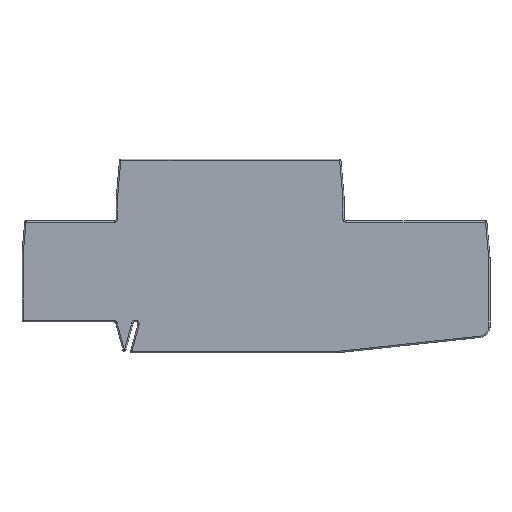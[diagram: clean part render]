
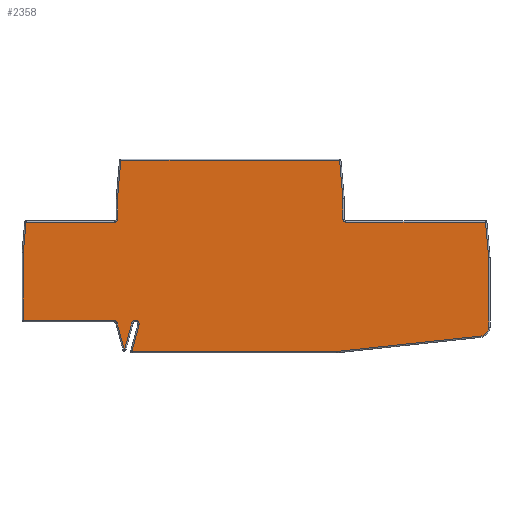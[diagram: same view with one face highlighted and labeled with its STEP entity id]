
A CAD part, top view. The second image highlights one B-rep face of the part: STEP entity #2358.
In plain terms, the highlighted planar face has unit normal (0, 0, 1).
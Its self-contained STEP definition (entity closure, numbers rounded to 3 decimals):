
#402=DIRECTION('',(-1.,0.,0.));
#403=VECTOR('',#402,48.325);
#404=CARTESIAN_POINT('',(28.813,23.505,0.299));
#405=LINE('',#404,#403);
#497=DIRECTION('',(0.,1.,0.));
#498=VECTOR('',#497,4.572);
#499=CARTESIAN_POINT('',(29.551,10.505,0.299));
#500=LINE('',#499,#498);
#528=DIRECTION('',(-1.,0.,0.));
#529=VECTOR('',#528,30.916);
#530=CARTESIAN_POINT('',(61.067,9.905,0.299));
#531=LINE('',#530,#529);
#542=CARTESIAN_POINT('',(-20.85,10.505,0.299));
#543=DIRECTION('',(0.,0.,1.));
#544=DIRECTION('',(0.,-1.,0.));
#545=AXIS2_PLACEMENT_3D('',#542,#543,#544);
#550=DIRECTION('',(0.087,0.996,0.));
#551=VECTOR('',#550,8.461);
#552=CARTESIAN_POINT('',(-20.249,15.077,0.299));
#553=LINE('',#552,#551);
#557=DIRECTION('',(0.087,-0.996,0.));
#558=VECTOR('',#557,8.46);
#559=CARTESIAN_POINT('',(28.813,23.505,0.299));
#560=LINE('',#559,#558);
#564=CARTESIAN_POINT('',(30.151,10.505,0.299));
#565=DIRECTION('',(0.,0.,1.));
#566=DIRECTION('',(-1.,0.,0.));
#567=AXIS2_PLACEMENT_3D('',#564,#565,#566);
#572=DIRECTION('',(0.087,-0.996,0.));
#573=VECTOR('',#572,7.843);
#574=CARTESIAN_POINT('',(61.067,9.905,0.299));
#575=LINE('',#574,#573);
#579=CARTESIAN_POINT('',(59.751,-13.295,0.299));
#580=DIRECTION('',(0.,0.,-1.));
#581=DIRECTION('',(1.,0.,0.));
#582=AXIS2_PLACEMENT_3D('',#579,#580,#581);
#587=DIRECTION('',(-0.994,-0.106,0.));
#588=VECTOR('',#587,32.11);
#589=CARTESIAN_POINT('',(59.963,-15.284,0.299));
#590=LINE('',#589,#588);
#594=CARTESIAN_POINT('',(-15.467,-18.992,
0.299));
#595=DIRECTION('',(0.,0.,-1.));
#596=DIRECTION('',(-0.983,0.186,0.));
#597=AXIS2_PLACEMENT_3D('',#594,#595,#596);
#602=DIRECTION('',(0.259,0.966,0.));
#603=VECTOR('',#602,5.98);
#604=CARTESIAN_POINT('',(-17.012,-18.578,
0.299));
#605=LINE('',#604,#603);
#609=CARTESIAN_POINT('',(-16.237,-12.595,0.299));
#610=DIRECTION('',(0.,0.,1.));
#611=DIRECTION('',(0.966,-0.259,0.));
#612=AXIS2_PLACEMENT_3D('',#609,#610,#611);
#617=CARTESIAN_POINT('',(-16.341,-12.595,0.299));
#618=DIRECTION('',(0.,0.,1.));
#619=DIRECTION('',(0.,1.,0.));
#620=AXIS2_PLACEMENT_3D('',#617,#618,#619);
#625=DIRECTION('',(-0.259,-0.966,0.));
#626=VECTOR('',#625,6.115);
#627=CARTESIAN_POINT('',(-17.113,-12.388,
0.299));
#628=LINE('',#627,#626);
#632=DIRECTION('',(-0.259,0.966,0.));
#633=VECTOR('',#632,6.115);
#634=CARTESIAN_POINT('',(-18.752,-18.295,0.299));
#635=LINE('',#634,#633);
#639=CARTESIAN_POINT('',(-21.108,-12.595,0.299));
#640=DIRECTION('',(0.,0.,1.));
#641=DIRECTION('',(0.966,0.259,0.));
#642=AXIS2_PLACEMENT_3D('',#639,#640,#641);
#647=DIRECTION('',(0.087,0.996,0.));
#648=VECTOR('',#647,6.739);
#649=CARTESIAN_POINT('',(-41.049,3.192,0.299));
#650=LINE('',#649,#648);
#661=DIRECTION('',(-1.,0.,0.));
#662=VECTOR('',#661,19.613);
#663=CARTESIAN_POINT('',(-20.85,9.905,0.299));
#664=LINE('',#663,#662);
#743=DIRECTION('',(0.,-1.,0.));
#744=VECTOR('',#743,14.987);
#745=CARTESIAN_POINT('',(-41.049,3.192,0.299));
#746=LINE('',#745,#744);
#781=DIRECTION('',(1.,0.,0.));
#782=VECTOR('',#781,19.942);
#783=CARTESIAN_POINT('',(-41.049,-11.795,0.299));
#784=LINE('',#783,#782);
#850=DIRECTION('',(1.,0.,0.));
#851=VECTOR('',#850,0.056);
#852=CARTESIAN_POINT('',(-18.752,-18.295,0.299));
#853=LINE('',#852,#851);
#919=DIRECTION('',(1.,0.,0.));
#920=VECTOR('',#919,0.104);
#921=CARTESIAN_POINT('',(-16.341,-11.795,0.299));
#922=LINE('',#921,#920);
#1028=DIRECTION('',(1.,0.,0.));
#1029=VECTOR('',#1028,45.073);
#1030=CARTESIAN_POINT('',(-17.039,-18.695,0.299));
#1031=LINE('',#1030,#1029);
#1104=DIRECTION('',(0.,1.,0.));
#1105=VECTOR('',#1104,15.387);
#1106=CARTESIAN_POINT('',(61.751,-13.295,0.299));
#1107=LINE('',#1106,#1105);
#1382=DIRECTION('',(0.,-1.,0.));
#1383=VECTOR('',#1382,4.571);
#1384=CARTESIAN_POINT('',(-20.249,15.077,
0.299));
#1385=LINE('',#1384,#1383);
#1728=CARTESIAN_POINT('',(28.813,23.505,0.299));
#1729=VERTEX_POINT('',#1728);
#1730=CARTESIAN_POINT('',(-19.512,23.505,
0.299));
#1731=VERTEX_POINT('',#1730);
#1734=CARTESIAN_POINT('',(29.55,15.077,0.299));
#1735=VERTEX_POINT('',#1734);
#1741=CARTESIAN_POINT('',(29.551,10.505,0.299));
#1742=VERTEX_POINT('',#1741);
#1744=CARTESIAN_POINT('',(30.151,9.905,0.299));
#1746=VERTEX_POINT('',#1744);
#1747=CARTESIAN_POINT('',(61.067,9.905,0.299));
#1748=VERTEX_POINT('',#1747);
#1751=CARTESIAN_POINT('',(-20.85,9.905,0.299));
#1752=CARTESIAN_POINT('',(-40.462,9.905,
0.299));
#1753=VERTEX_POINT('',#1751);
#1754=VERTEX_POINT('',#1752);
#1755=CARTESIAN_POINT('',(-20.25,10.506,
0.299));
#1756=VERTEX_POINT('',#1755);
#1757=CARTESIAN_POINT('',(-20.249,15.077,
0.299));
#1758=VERTEX_POINT('',#1757);
#1759=CARTESIAN_POINT('',(61.751,2.092,0.299));
#1760=VERTEX_POINT('',#1759);
#1761=CARTESIAN_POINT('',(61.751,-13.295,0.299));
#1762=VERTEX_POINT('',#1761);
#1763=CARTESIAN_POINT('',(59.963,-15.284,
0.299));
#1764=VERTEX_POINT('',#1763);
#1765=CARTESIAN_POINT('',(28.035,-18.695,0.299));
#1766=VERTEX_POINT('',#1765);
#1767=CARTESIAN_POINT('',(-17.039,-18.695,0.299));
#1768=VERTEX_POINT('',#1767);
#1769=CARTESIAN_POINT('',(-17.012,-18.578,
0.299));
#1770=VERTEX_POINT('',#1769);
#1771=CARTESIAN_POINT('',(-15.464,-12.802,
0.299));
#1772=VERTEX_POINT('',#1771);
#1773=CARTESIAN_POINT('',(-16.237,-11.795,0.299));
#1774=VERTEX_POINT('',#1773);
#1775=CARTESIAN_POINT('',(-16.341,-11.795,0.299));
#1776=VERTEX_POINT('',#1775);
#1777=CARTESIAN_POINT('',(-17.113,-12.388,
0.299));
#1778=VERTEX_POINT('',#1777);
#1779=CARTESIAN_POINT('',(-18.696,-18.295,0.299));
#1780=VERTEX_POINT('',#1779);
#1781=CARTESIAN_POINT('',(-18.752,-18.295,0.299));
#1782=VERTEX_POINT('',#1781);
#1783=CARTESIAN_POINT('',(-20.335,-12.388,
0.299));
#1784=VERTEX_POINT('',#1783);
#1785=CARTESIAN_POINT('',(-21.108,-11.795,0.299));
#1786=VERTEX_POINT('',#1785);
#1787=CARTESIAN_POINT('',(-41.049,-11.795,0.299));
#1788=VERTEX_POINT('',#1787);
#1789=CARTESIAN_POINT('',(-41.049,3.192,
0.299));
#1790=VERTEX_POINT('',#1789);
#2304=CARTESIAN_POINT('',(0.05,-18.995,0.299));
#2305=DIRECTION('',(0.,0.,1.));
#2306=DIRECTION('',(-1.,0.,0.));
#2307=AXIS2_PLACEMENT_3D('',#2304,#2305,#2306);
#2308=PLANE('',#2307);
#2310=ORIENTED_EDGE('',*,*,#2309,.F.);
#2312=ORIENTED_EDGE('',*,*,#2311,.T.);
#2314=ORIENTED_EDGE('',*,*,#2313,.F.);
#2316=ORIENTED_EDGE('',*,*,#2315,.T.);
#2317=ORIENTED_EDGE('',*,*,#2086,.F.);
#2318=ORIENTED_EDGE('',*,*,#2139,.T.);
#2319=ORIENTED_EDGE('',*,*,#2232,.F.);
#2320=ORIENTED_EDGE('',*,*,#2257,.T.);
#2321=ORIENTED_EDGE('',*,*,#2282,.F.);
#2323=ORIENTED_EDGE('',*,*,#2322,.T.);
#2325=ORIENTED_EDGE('',*,*,#2324,.F.);
#2327=ORIENTED_EDGE('',*,*,#2326,.T.);
#2329=ORIENTED_EDGE('',*,*,#2328,.T.);
#2331=ORIENTED_EDGE('',*,*,#2330,.F.);
#2333=ORIENTED_EDGE('',*,*,#2332,.T.);
#2335=ORIENTED_EDGE('',*,*,#2334,.T.);
#2337=ORIENTED_EDGE('',*,*,#2336,.T.);
#2339=ORIENTED_EDGE('',*,*,#2338,.F.);
#2341=ORIENTED_EDGE('',*,*,#2340,.T.);
#2343=ORIENTED_EDGE('',*,*,#2342,.T.);
#2345=ORIENTED_EDGE('',*,*,#2344,.F.);
#2347=ORIENTED_EDGE('',*,*,#2346,.T.);
#2349=ORIENTED_EDGE('',*,*,#2348,.T.);
#2351=ORIENTED_EDGE('',*,*,#2350,.F.);
#2353=ORIENTED_EDGE('',*,*,#2352,.F.);
#2355=ORIENTED_EDGE('',*,*,#2354,.T.);
#2356=EDGE_LOOP('',(#2310,#2312,#2314,#2316,#2317,#2318,#2319,#2320,#2321,#2323,
#2325,#2327,#2329,#2331,#2333,#2335,#2337,#2339,#2341,#2343,#2345,#2347,#2349,
#2351,#2353,#2355));
#2357=FACE_OUTER_BOUND('',#2356,.F.);
#2358=ADVANCED_FACE('',(#2357),#2308,.T.);
#546=CIRCLE('',#545,0.6);
#568=CIRCLE('',#567,0.6);
#583=CIRCLE('',#582,2.);
#598=CIRCLE('',#597,1.6);
#613=CIRCLE('',#612,0.8);
#621=CIRCLE('',#620,0.8);
#643=CIRCLE('',#642,0.8);
#2086=EDGE_CURVE('',#1729,#1731,#405,.T.);
#2139=EDGE_CURVE('',#1729,#1735,#560,.T.);
#2232=EDGE_CURVE('',#1742,#1735,#500,.T.);
#2257=EDGE_CURVE('',#1742,#1746,#568,.T.);
#2282=EDGE_CURVE('',#1748,#1746,#531,.T.);
#2309=EDGE_CURVE('',#1753,#1754,#664,.T.);
#2311=EDGE_CURVE('',#1753,#1756,#546,.T.);
#2313=EDGE_CURVE('',#1758,#1756,#1385,.T.);
#2315=EDGE_CURVE('',#1758,#1731,#553,.T.);
#2322=EDGE_CURVE('',#1748,#1760,#575,.T.);
#2324=EDGE_CURVE('',#1762,#1760,#1107,.T.);
#2326=EDGE_CURVE('',#1762,#1764,#583,.T.);
#2328=EDGE_CURVE('',#1764,#1766,#590,.T.);
#2330=EDGE_CURVE('',#1768,#1766,#1031,.T.);
#2332=EDGE_CURVE('',#1768,#1770,#598,.T.);
#2334=EDGE_CURVE('',#1770,#1772,#605,.T.);
#2336=EDGE_CURVE('',#1772,#1774,#613,.T.);
#2338=EDGE_CURVE('',#1776,#1774,#922,.T.);
#2340=EDGE_CURVE('',#1776,#1778,#621,.T.);
#2342=EDGE_CURVE('',#1778,#1780,#628,.T.);
#2344=EDGE_CURVE('',#1782,#1780,#853,.T.);
#2346=EDGE_CURVE('',#1782,#1784,#635,.T.);
#2348=EDGE_CURVE('',#1784,#1786,#643,.T.);
#2350=EDGE_CURVE('',#1788,#1786,#784,.T.);
#2352=EDGE_CURVE('',#1790,#1788,#746,.T.);
#2354=EDGE_CURVE('',#1790,#1754,#650,.T.);
